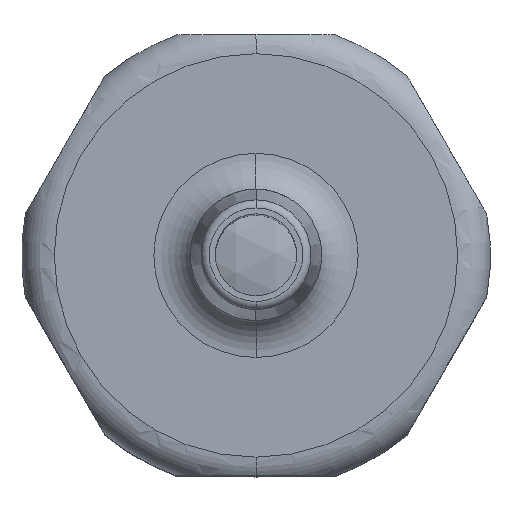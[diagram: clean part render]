
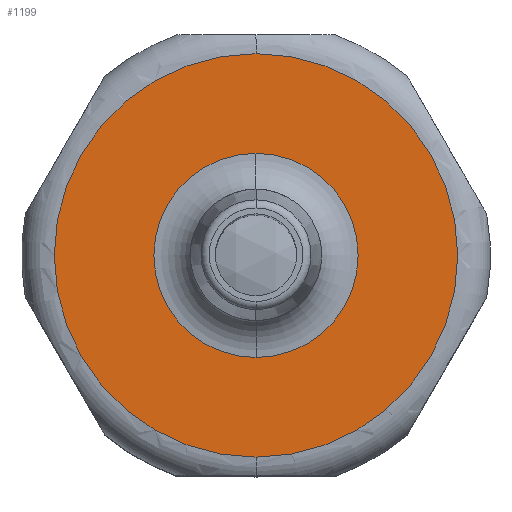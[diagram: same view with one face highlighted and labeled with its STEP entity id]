
A CAD part, top view. The second image highlights one B-rep face of the part: STEP entity #1199.
In plain terms, the highlighted planar face has unit normal (0, 0, 1).
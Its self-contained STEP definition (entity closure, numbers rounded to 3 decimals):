
#97=CARTESIAN_POINT('',(0.,0.,0.));
#98=DIRECTION('',(0.,0.,1.));
#99=DIRECTION('',(0.,-1.,0.));
#100=AXIS2_PLACEMENT_3D('',#97,#98,#99);
#102=CARTESIAN_POINT('',(0.,0.,0.));
#103=DIRECTION('',(0.,0.,1.));
#104=DIRECTION('',(0.,1.,0.));
#105=AXIS2_PLACEMENT_3D('',#102,#103,#104);
#107=CARTESIAN_POINT('',(0.,0.,0.));
#108=DIRECTION('',(0.,0.,-1.));
#109=DIRECTION('',(0.,-1.,0.));
#110=AXIS2_PLACEMENT_3D('',#107,#108,#109);
#112=CARTESIAN_POINT('',(0.,0.,0.));
#113=DIRECTION('',(0.,0.,-1.));
#114=DIRECTION('',(0.,1.,0.));
#115=AXIS2_PLACEMENT_3D('',#112,#113,#114);
#1011=CARTESIAN_POINT('',(0.,-12.35,0.));
#1012=CARTESIAN_POINT('',(0.,12.35,0.));
#1013=VERTEX_POINT('',#1011);
#1014=VERTEX_POINT('',#1012);
#1105=CARTESIAN_POINT('',(0.,-6.25,0.));
#1106=CARTESIAN_POINT('',(0.,6.25,0.));
#1107=VERTEX_POINT('',#1105);
#1108=VERTEX_POINT('',#1106);
#1182=CARTESIAN_POINT('',(0.,0.,0.));
#1183=DIRECTION('',(0.,0.,-1.));
#1184=DIRECTION('',(0.,-1.,0.));
#1185=AXIS2_PLACEMENT_3D('',#1182,#1183,#1184);
#1186=PLANE('',#1185);
#1188=ORIENTED_EDGE('',*,*,#1187,.F.);
#1190=ORIENTED_EDGE('',*,*,#1189,.F.);
#1191=EDGE_LOOP('',(#1188,#1190));
#1192=FACE_OUTER_BOUND('',#1191,.F.);
#1194=ORIENTED_EDGE('',*,*,#1193,.F.);
#1196=ORIENTED_EDGE('',*,*,#1195,.F.);
#1197=EDGE_LOOP('',(#1194,#1196));
#1198=FACE_BOUND('',#1197,.F.);
#1199=ADVANCED_FACE('',(#1192,#1198),#1186,.F.);
#101=CIRCLE('',#100,12.35);
#106=CIRCLE('',#105,12.35);
#111=CIRCLE('',#110,6.25);
#116=CIRCLE('',#115,6.25);
#1187=EDGE_CURVE('',#1013,#1014,#101,.T.);
#1189=EDGE_CURVE('',#1014,#1013,#106,.T.);
#1193=EDGE_CURVE('',#1107,#1108,#111,.T.);
#1195=EDGE_CURVE('',#1108,#1107,#116,.T.);
